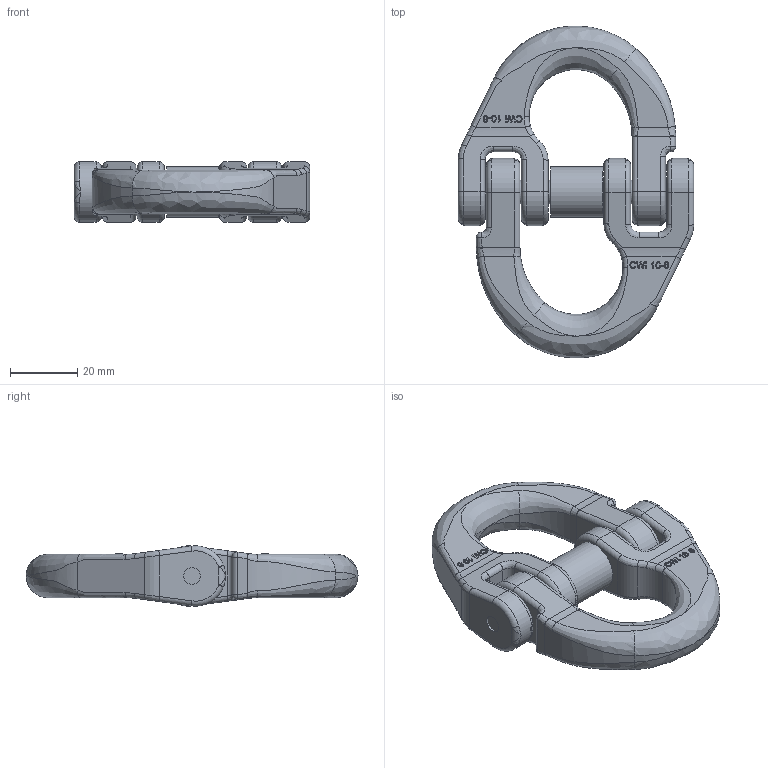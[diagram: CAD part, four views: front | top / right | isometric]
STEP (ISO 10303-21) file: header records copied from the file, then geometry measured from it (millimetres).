
FILE_DESCRIPTION(/* description */ (''),/* implementation_level */ '2;1');
FILE_NAME(/* name */ 'CWI 10-6 Kundenmodell.stp',/* time_stamp */ '2017-01-27T15:04:48+01:00',/* author */ (''),/* organization */ (''),/* preprocessor_version */ 'ST-DEVELOPER v15',/* originating_system */ 'SIEMENS PLM Software NX 9.0',/* authorisation */ '');
FILE_SCHEMA (('AUTOMOTIVE_DESIGN { 1 0 10303 214 3 1 1 1 }'));
Length unit declared in the file: millimetre
Products named in the file (1): KSE34EC9D2Efm74
Bounding box: 70.2 x 99 x 17.99 mm (x, y, z)
Volume: 50435.7 mm3; surface area: 18698.6 mm2
Topology: 10 solids, 10 shells, 367 faces, 879 edges, 512 vertices
Faces by surface type: plane 104, cylinder 93, bspline 92, extrusion 42, torus 32, sphere 4
Full cylindrical faces by diameter (mm): 5 x6, 7 x2, 15 x1
Entity records: 14041 total; most frequent: CARTESIAN_POINT 6608, ORIENTED_EDGE 1664, DIRECTION 1280, EDGE_CURVE 832, VERTEX_POINT 502, AXIS2_PLACEMENT_3D 488, EDGE_LOOP 406, ADVANCED_FACE 367
